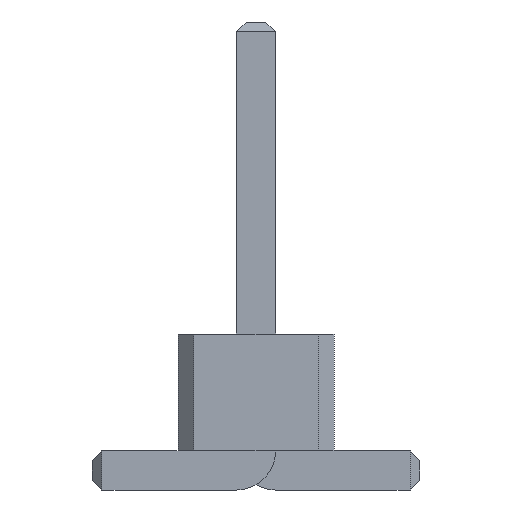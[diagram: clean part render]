
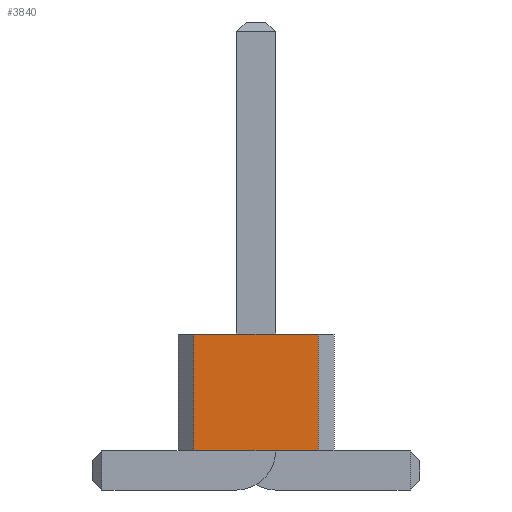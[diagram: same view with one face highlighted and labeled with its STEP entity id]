
A CAD part, front view. The second image highlights one B-rep face of the part: STEP entity #3840.
In plain terms, the highlighted planar face has unit normal (0, -1, 0).
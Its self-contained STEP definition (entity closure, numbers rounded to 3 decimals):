
#734 = VERTEX_POINT('',#735);
#735 = CARTESIAN_POINT('',(0.8,-13.,0.5));
#741 = EDGE_CURVE('',#742,#734,#744,.T.);
#742 = VERTEX_POINT('',#743);
#743 = CARTESIAN_POINT('',(-0.8,-13.,0.5));
#744 = LINE('',#745,#746);
#745 = CARTESIAN_POINT('',(-0.8,-13.,0.5));
#746 = VECTOR('',#747,1.);
#747 = DIRECTION('',(1.,0.,0.));
#1686 = VERTEX_POINT('',#1687);
#1687 = CARTESIAN_POINT('',(0.8,-13.,2.));
#1693 = EDGE_CURVE('',#1694,#1686,#1696,.T.);
#1694 = VERTEX_POINT('',#1695);
#1695 = CARTESIAN_POINT('',(-0.8,-13.,2.));
#1696 = LINE('',#1697,#1698);
#1697 = CARTESIAN_POINT('',(-0.8,-13.,2.));
#1698 = VECTOR('',#1699,1.);
#1699 = DIRECTION('',(1.,0.,0.));
#3829 = EDGE_CURVE('',#742,#1694,#3830,.T.);
#3830 = LINE('',#3831,#3832);
#3831 = CARTESIAN_POINT('',(-0.8,-13.,0.5));
#3832 = VECTOR('',#3833,1.);
#3833 = DIRECTION('',(0.,0.,1.));
#3840 = ADVANCED_FACE('',(#3841),#3852,.F.);
#3841 = FACE_BOUND('',#3842,.F.);
#3842 = EDGE_LOOP('',(#3843,#3844,#3845,#3851));
#3843 = ORIENTED_EDGE('',*,*,#3829,.T.);
#3844 = ORIENTED_EDGE('',*,*,#1693,.T.);
#3845 = ORIENTED_EDGE('',*,*,#3846,.F.);
#3846 = EDGE_CURVE('',#734,#1686,#3847,.T.);
#3847 = LINE('',#3848,#3849);
#3848 = CARTESIAN_POINT('',(0.8,-13.,0.5));
#3849 = VECTOR('',#3850,1.);
#3850 = DIRECTION('',(0.,0.,1.));
#3851 = ORIENTED_EDGE('',*,*,#741,.F.);
#3852 = PLANE('',#3853);
#3853 = AXIS2_PLACEMENT_3D('',#3854,#3855,#3856);
#3854 = CARTESIAN_POINT('',(-0.8,-13.,0.5));
#3855 = DIRECTION('',(0.,1.,0.));
#3856 = DIRECTION('',(1.,0.,0.));
